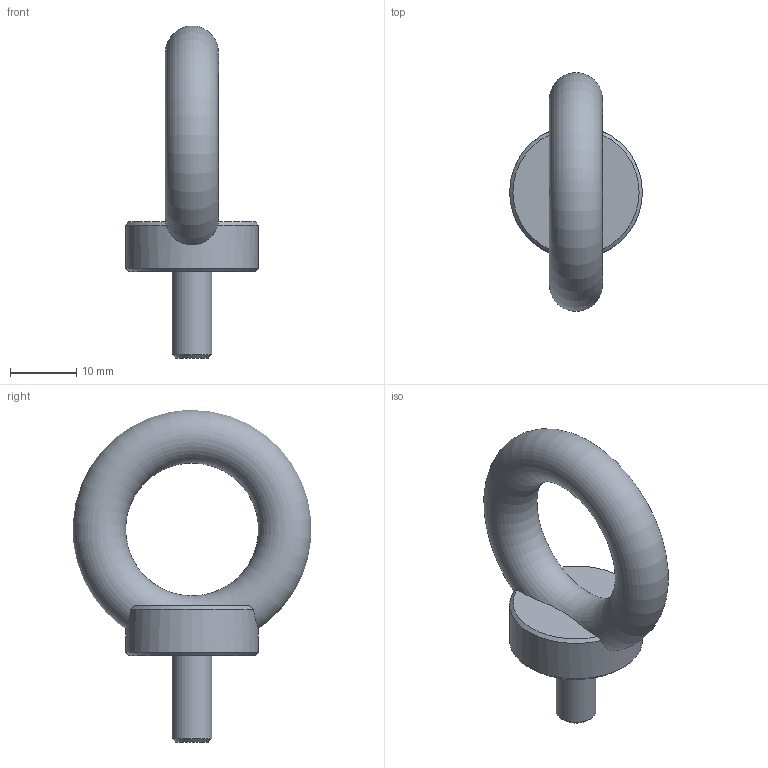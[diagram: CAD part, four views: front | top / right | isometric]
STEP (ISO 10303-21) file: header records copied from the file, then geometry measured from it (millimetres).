
FILE_DESCRIPTION(/* description */ (''),/* implementation_level */ '2;1');
FILE_NAME(/* name */ 'olhal_M6.stp',/* time_stamp */ '2025-04-07T16:27:04-03:00',/* author */ (''),/* organization */ (''),/* preprocessor_version */ 'ST-DEVELOPER v20',/* originating_system */ 'CURIOSO',/* authorisation */ '');
FILE_SCHEMA (('AUTOMOTIVE_DESIGN { 1 0 10303 214 3 1 1 1 }'));
Length unit declared in the file: millimetre
Products named in the file (1): Olhal_M6x1.0_objects
Bounding box: 20 x 35.89 x 49.99 mm (x, y, z)
Volume: 6409.4 mm3; surface area: 3021.2 mm2
Topology: 1 solids, 1 shells, 11 faces, 25 edges, 16 vertices
Faces by surface type: plane 4, cone 4, cylinder 2, torus 1
Full cylindrical faces by diameter (mm): 6 x1, 20 x1
Entity records: 348 total; most frequent: CARTESIAN_POINT 114, DIRECTION 42, ORIENTED_EDGE 34, AXIS2_PLACEMENT_3D 21, EDGE_CURVE 17, EDGE_LOOP 16, VERTEX_POINT 13, ADVANCED_FACE 11
